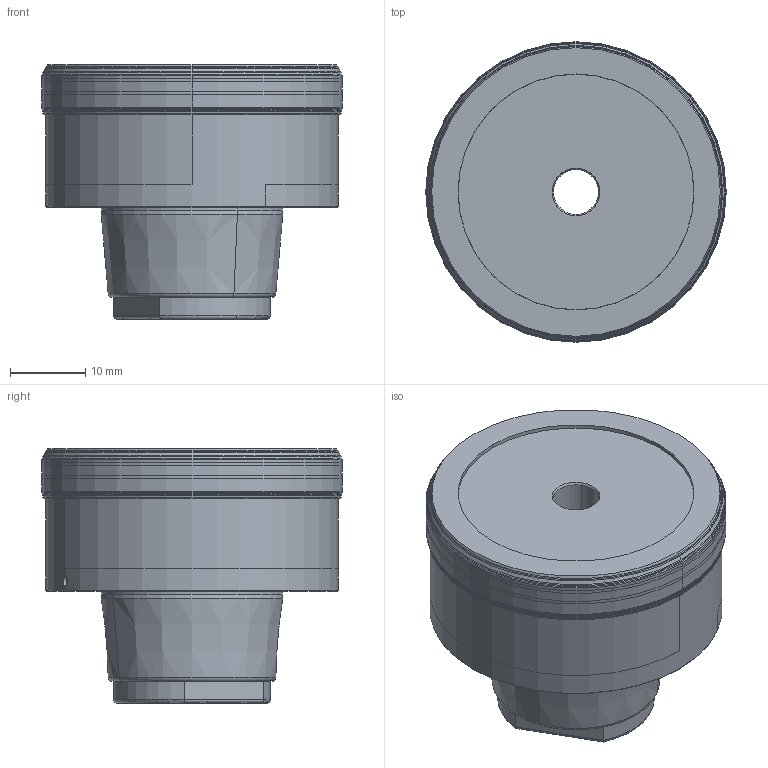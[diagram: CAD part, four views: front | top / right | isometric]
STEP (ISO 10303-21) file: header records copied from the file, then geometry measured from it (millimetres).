
FILE_DESCRIPTION((''),'2;1');
FILE_NAME('DEX','2021-01-21T13:32:30',('weissd'),(''),'CREO PARAMETRIC BY PTC INC, 2019030','CREO PARAMETRIC BY PTC INC, 2019030','');
FILE_SCHEMA(('AP242_MANAGED_MODEL_BASED_3D_ENGINEERING_MIM_LF { 1 0 10303 442 1 1 4 }'));
Length unit declared in the file: millimetre
Products named in the file (1): DEX
Bounding box: 40.02 x 40.02 x 33.95 mm (x, y, z)
Volume: 26783 mm3; surface area: 6586.4 mm2
Topology: 1 solids, 1 shells, 92 faces, 216 edges, 129 vertices
Faces by surface type: cone 56, cylinder 20, plane 8, torus 6, bspline 2
Entity records: 3975 total; most frequent: CARTESIAN_POINT 586, DIRECTION 502, ORIENTED_EDGE 386, PRESENTATION_STYLE_ASSIGNMENT 260, STYLED_ITEM 218, CURVE_STYLE 217, AXIS2_PLACEMENT_3D 197, EDGE_CURVE 193
